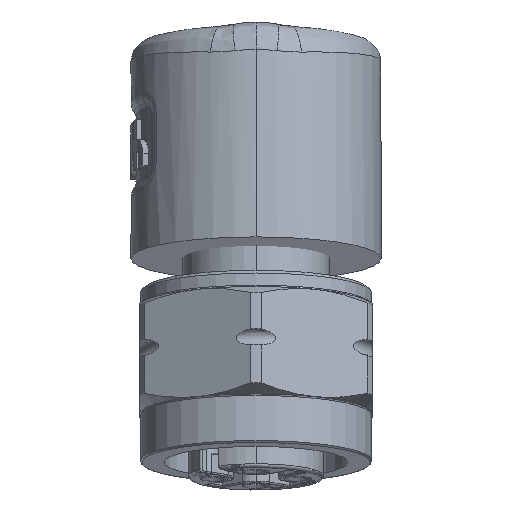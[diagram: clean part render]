
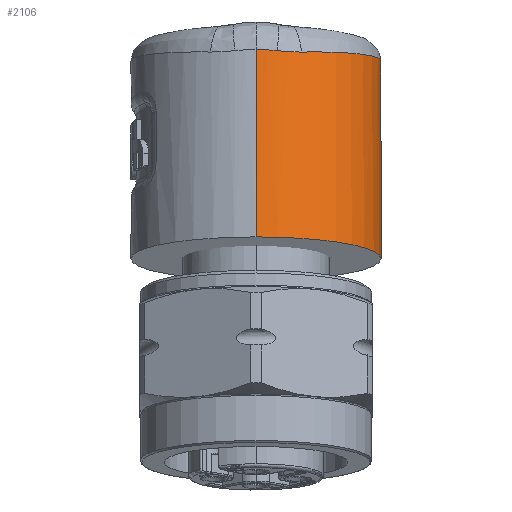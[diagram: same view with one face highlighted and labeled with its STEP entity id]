
A CAD part, front view. The second image highlights one B-rep face of the part: STEP entity #2106.
In plain terms, the highlighted cylindrical face has radius 7.5 mm (diameter 15 mm), a partial arc.
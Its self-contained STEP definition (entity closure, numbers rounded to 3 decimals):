
#2106=ADVANCED_FACE('',(#4474),#4475,.T.);
#4474=FACE_OUTER_BOUND('',#13907,.T.);
#4475=CYLINDRICAL_SURFACE('',#13908,7.5);
#13907=EDGE_LOOP('',(#26521,#26522,#26523,#26524,#26525,#26526,#26527,#26528,#26529,#26530,#26531));
#13908=AXIS2_PLACEMENT_3D('',#26532,#26533,#26534);
#26521=ORIENTED_EDGE('',*,*,#31082,.F.);
#26522=ORIENTED_EDGE('',*,*,#31083,.F.);
#26523=ORIENTED_EDGE('',*,*,#31084,.F.);
#26524=ORIENTED_EDGE('',*,*,#31080,.F.);
#26525=ORIENTED_EDGE('',*,*,#31073,.F.);
#26526=ORIENTED_EDGE('',*,*,#31085,.F.);
#26527=ORIENTED_EDGE('',*,*,#31086,.F.);
#26528=ORIENTED_EDGE('',*,*,#31017,.F.);
#26529=ORIENTED_EDGE('',*,*,#31087,.T.);
#26530=ORIENTED_EDGE('',*,*,#31015,.T.);
#26531=ORIENTED_EDGE('',*,*,#31088,.F.);
#26532=CARTESIAN_POINT('',(0.0,6.646,-7.682));
#26533=DIRECTION('',(0.0,-0.174,-0.985));
#26534=DIRECTION('',(0.0,-0.985,0.174));
#31015=EDGE_CURVE('',#34871,#34869,#34872,.T.);
#31017=EDGE_CURVE('',#34873,#34875,#34876,.T.);
#31073=EDGE_CURVE('',#34969,#34971,#34972,.T.);
#31080=EDGE_CURVE('',#34971,#34978,#34980,.T.);
#31082=EDGE_CURVE('',#34982,#34983,#34984,.T.);
#31083=EDGE_CURVE('',#34985,#34982,#34986,.T.);
#31084=EDGE_CURVE('',#34978,#34985,#34987,.T.);
#31085=EDGE_CURVE('',#34988,#34969,#34989,.T.);
#31086=EDGE_CURVE('',#34875,#34988,#34990,.T.);
#31087=EDGE_CURVE('',#34873,#34871,#34991,.T.);
#31088=EDGE_CURVE('',#34983,#34869,#34992,.T.);
#34869=VERTEX_POINT('',#40767);
#34871=VERTEX_POINT('',#40790);
#34872=LINE('',#40791,#40792);
#34873=VERTEX_POINT('',#40793);
#34875=VERTEX_POINT('',#40795);
#34876=LINE('',#40796,#40797);
#34969=VERTEX_POINT('',#41275);
#34971=VERTEX_POINT('',#41287);
#34972=B_SPLINE_CURVE_WITH_KNOTS('',3,(#41288,#41289,#41290,#41291,#41292,#41293,#41294,#41295,#41296,#41297,#41298,#41299,#41300,#41301,#41302),.UNSPECIFIED.,.F.,.F.,(4,1,1,1,1,1,1,1,1,1,1,1,4),(0.0,0.083,0.167,0.25,0.333,0.417,0.5,0.583,0.667,0.75,0.833,0.917,1.0),.UNSPECIFIED.);
#34978=VERTEX_POINT('',#41323);
#34980=B_SPLINE_CURVE_WITH_KNOTS('',3,(#41329,#41330,#41331,#41332,#41333,#41334),.UNSPECIFIED.,.F.,.F.,(4,1,1,4),(0.0,0.333,0.667,1.0),.UNSPECIFIED.);
#34982=VERTEX_POINT('',#41336);
#34983=VERTEX_POINT('',#41337);
#34984=B_SPLINE_CURVE_WITH_KNOTS('',3,(#41338,#41339,#41340,#41341,#41342,#41343),.UNSPECIFIED.,.F.,.F.,(4,1,1,4),(0.0,0.333,0.667,1.0),.UNSPECIFIED.);
#34985=VERTEX_POINT('',#41344);
#34986=B_SPLINE_CURVE_WITH_KNOTS('',3,(#41345,#41346,#41347,#41348,#41349,#41350),.UNSPECIFIED.,.F.,.F.,(4,1,1,4),(0.0,0.333,0.667,1.0),.UNSPECIFIED.);
#34987=B_SPLINE_CURVE_WITH_KNOTS('',3,(#41351,#41352,#41353,#41354,#41355,#41356),.UNSPECIFIED.,.F.,.F.,(4,1,1,4),(0.0,0.333,0.667,1.0),.UNSPECIFIED.);
#34988=VERTEX_POINT('',#41357);
#34989=B_SPLINE_CURVE_WITH_KNOTS('',3,(#41358,#41359,#41360,#41361,#41362,#41363),.UNSPECIFIED.,.F.,.F.,(4,1,1,4),(0.0,0.333,0.667,1.0),.UNSPECIFIED.);
#34990=B_SPLINE_CURVE_WITH_KNOTS('',3,(#41364,#41365,#41366,#41367,#41368,#41369,#41370,#41371),.UNSPECIFIED.,.F.,.F.,(4,1,1,1,1,4),(0.0,0.203,0.406,0.606,0.804,1.0),.UNSPECIFIED.);
#34991=CIRCLE('',#41372,7.5);
#34992=B_SPLINE_CURVE_WITH_KNOTS('',3,(#41373,#41374,#41375,#41376,#41377,#41378,#41379,#41380,#41381,#41382,#41383,#41384,#41385,#41386,#41387,#41388,#41389,#41390,#41391,#41392,#41393,#41394),.UNSPECIFIED.,.F.,.F.,(4,1,1,1,1,1,1,1,1,1,1,1,1,1,1,1,1,1,1,4),(0.0,0.053,0.105,0.158,0.211,0.263,0.316,0.368,0.421,0.474,0.526,0.579,0.632,0.684,0.737,0.789,0.842,0.895,0.947,1.0),.UNSPECIFIED.);
#40767=CARTESIAN_POINT('',(0.,14.348,-7.187));
#40790=CARTESIAN_POINT('',(0.,14.032,-8.984));
#40791=CARTESIAN_POINT('',(0.,14.032,-8.984));
#40792=VECTOR('',#48065,1.825);
#40793=CARTESIAN_POINT('',(0.0,-0.741,-6.379));
#40795=CARTESIAN_POINT('',(0.,1.239,4.847));
#40796=CARTESIAN_POINT('',(0.0,-0.741,-6.379));
#40797=VECTOR('',#48069,11.4);
#41275=CARTESIAN_POINT('',(2.72,1.732,4.701));
#41287=CARTESIAN_POINT('',(5.818,13.425,3.511));
#41288=CARTESIAN_POINT('',(2.72,1.732,4.701));
#41289=CARTESIAN_POINT('',(3.086,1.877,4.707));
#41290=CARTESIAN_POINT('',(3.796,2.226,4.71));
#41291=CARTESIAN_POINT('',(4.763,2.904,4.689));
#41292=CARTESIAN_POINT('',(5.613,3.722,4.644));
#41293=CARTESIAN_POINT('',(6.321,4.651,4.577));
#41294=CARTESIAN_POINT('',(6.89,5.702,4.488));
#41295=CARTESIAN_POINT('',(7.282,6.819,4.381));
#41296=CARTESIAN_POINT('',(7.492,7.984,4.257));
#41297=CARTESIAN_POINT('',(7.52,9.138,4.124));
#41298=CARTESIAN_POINT('',(7.361,10.32,3.976));
#41299=CARTESIAN_POINT('',(7.019,11.445,3.823));
#41300=CARTESIAN_POINT('',(6.508,12.494,3.667));
#41301=CARTESIAN_POINT('',(6.063,13.128,3.563));
#41302=CARTESIAN_POINT('',(5.818,13.425,3.511));
#41323=CARTESIAN_POINT('',(6.507,12.012,1.274));
#41329=CARTESIAN_POINT('',(5.818,13.425,3.511));
#41330=CARTESIAN_POINT('',(5.945,13.22,3.248));
#41331=CARTESIAN_POINT('',(6.158,12.838,2.731));
#41332=CARTESIAN_POINT('',(6.378,12.363,1.986));
#41333=CARTESIAN_POINT('',(6.471,12.117,1.509));
#41334=CARTESIAN_POINT('',(6.507,12.012,1.274));
#41336=CARTESIAN_POINT('',(6.569,11.604,-0.401));
#41337=CARTESIAN_POINT('',(6.536,11.568,-0.949));
#41338=CARTESIAN_POINT('',(6.569,11.604,-0.401));
#41339=CARTESIAN_POINT('',(6.569,11.594,-0.458));
#41340=CARTESIAN_POINT('',(6.568,11.576,-0.576));
#41341=CARTESIAN_POINT('',(6.557,11.563,-0.758));
#41342=CARTESIAN_POINT('',(6.544,11.565,-0.885));
#41343=CARTESIAN_POINT('',(6.536,11.568,-0.949));
#41344=CARTESIAN_POINT('',(6.561,11.795,0.599));
#41345=CARTESIAN_POINT('',(6.561,11.795,0.599));
#41346=CARTESIAN_POINT('',(6.562,11.774,0.488));
#41347=CARTESIAN_POINT('',(6.564,11.732,0.266));
#41348=CARTESIAN_POINT('',(6.567,11.667,-0.067));
#41349=CARTESIAN_POINT('',(6.568,11.625,-0.29));
#41350=CARTESIAN_POINT('',(6.569,11.604,-0.401));
#41351=CARTESIAN_POINT('',(6.507,12.012,1.274));
#41352=CARTESIAN_POINT('',(6.519,11.977,1.194));
#41353=CARTESIAN_POINT('',(6.539,11.913,1.038));
#41354=CARTESIAN_POINT('',(6.556,11.841,0.812));
#41355=CARTESIAN_POINT('',(6.561,11.808,0.669));
#41356=CARTESIAN_POINT('',(6.561,11.795,0.599));
#41357=CARTESIAN_POINT('',(1.266,1.337,4.784));
#41358=CARTESIAN_POINT('',(1.266,1.337,4.784));
#41359=CARTESIAN_POINT('',(1.44,1.364,4.765));
#41360=CARTESIAN_POINT('',(1.781,1.43,4.731));
#41361=CARTESIAN_POINT('',(2.267,1.564,4.702));
#41362=CARTESIAN_POINT('',(2.572,1.673,4.699));
#41363=CARTESIAN_POINT('',(2.72,1.732,4.701));
#41364=CARTESIAN_POINT('',(0.,1.239,4.847));
#41365=CARTESIAN_POINT('',(0.086,1.239,4.847));
#41366=CARTESIAN_POINT('',(0.259,1.242,4.846));
#41367=CARTESIAN_POINT('',(0.516,1.254,4.839));
#41368=CARTESIAN_POINT('',(0.769,1.274,4.828));
#41369=CARTESIAN_POINT('',(1.019,1.302,4.81));
#41370=CARTESIAN_POINT('',(1.184,1.325,4.794));
#41371=CARTESIAN_POINT('',(1.266,1.337,4.784));
#41372=AXIS2_PLACEMENT_3D('',#48081,#48082,#48083);
#41373=CARTESIAN_POINT('',(6.536,11.568,-0.949));
#41374=CARTESIAN_POINT('',(6.52,11.574,-1.077));
#41375=CARTESIAN_POINT('',(6.481,11.598,-1.342));
#41376=CARTESIAN_POINT('',(6.394,11.67,-1.769));
#41377=CARTESIAN_POINT('',(6.273,11.784,-2.227));
#41378=CARTESIAN_POINT('',(6.109,11.942,-2.719));
#41379=CARTESIAN_POINT('',(5.893,12.145,-3.24));
#41380=CARTESIAN_POINT('',(5.622,12.382,-3.772));
#41381=CARTESIAN_POINT('',(5.296,12.642,-4.298));
#41382=CARTESIAN_POINT('',(4.928,12.904,-4.791));
#41383=CARTESIAN_POINT('',(4.528,13.155,-5.239));
#41384=CARTESIAN_POINT('',(4.105,13.387,-5.637));
#41385=CARTESIAN_POINT('',(3.667,13.595,-5.984));
#41386=CARTESIAN_POINT('',(3.219,13.777,-6.282));
#41387=CARTESIAN_POINT('',(2.764,13.934,-6.534));
#41388=CARTESIAN_POINT('',(2.305,14.064,-6.741));
#41389=CARTESIAN_POINT('',(1.844,14.169,-6.907));
#41390=CARTESIAN_POINT('',(1.381,14.25,-7.034));
#41391=CARTESIAN_POINT('',(0.918,14.307,-7.123));
#41392=CARTESIAN_POINT('',(0.457,14.341,-7.175));
#41393=CARTESIAN_POINT('',(0.152,14.348,-7.187));
#41394=CARTESIAN_POINT('',(0.,14.348,-7.187));
#48065=DIRECTION('',(0.,0.174,0.985));
#48069=DIRECTION('',(0.,0.174,0.985));
#48081=CARTESIAN_POINT('',(0.0,6.646,-7.682));
#48082=DIRECTION('',(0.0,0.174,0.985));
#48083=DIRECTION('',(0.0,-0.985,0.174));
